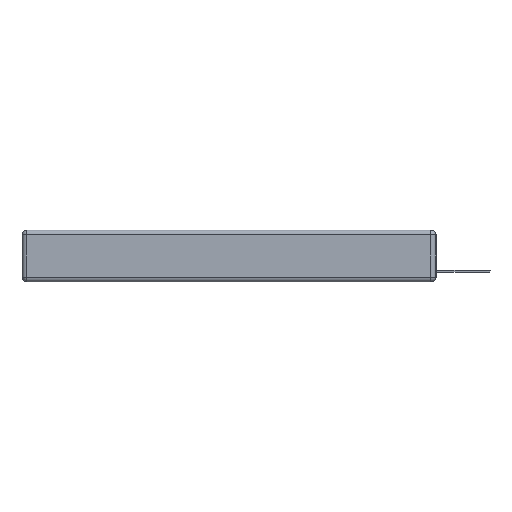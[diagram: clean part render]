
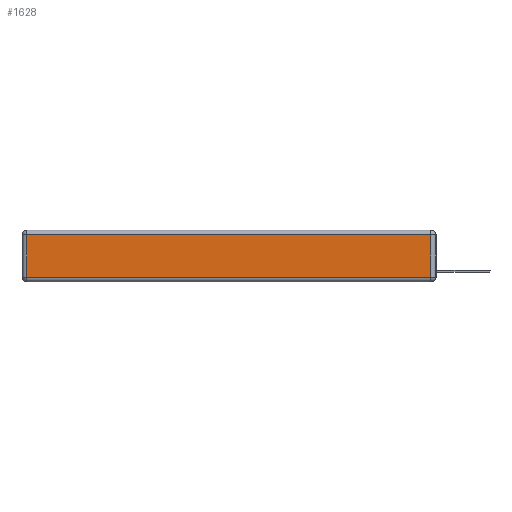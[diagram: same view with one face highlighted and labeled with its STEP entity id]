
A CAD part, left-side view. The second image highlights one B-rep face of the part: STEP entity #1628.
In plain terms, the highlighted planar face has unit normal (-1, 0, 0).
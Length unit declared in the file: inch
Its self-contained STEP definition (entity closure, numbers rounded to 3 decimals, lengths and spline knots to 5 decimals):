
#67 = CARTESIAN_POINT ( 'NONE',  ( 0., 2.72, -0.03 ) ) ;
#425 = EDGE_CURVE ( 'NONE', #13138, #7642, #5071, .T. ) ;
#605 = EDGE_CURVE ( 'NONE', #7642, #11977, #4576, .T. ) ;
#714 = CARTESIAN_POINT ( 'NONE',  ( 0., 0., -0.313 ) ) ;
#1117 = EDGE_CURVE ( 'NONE', #11977, #8004, #4047, .T. ) ;
#1284 = DIRECTION ( 'NONE',  ( 0., 0., -1. ) ) ;
#1562 = DIRECTION ( 'NONE',  ( 0., 0., 1. ) ) ;
#1628 = ADVANCED_FACE ( 'NONE', ( #12964 ), #10056, .T. ) ;
#1691 = CARTESIAN_POINT ( 'NONE',  ( 0., 0.03, -0.03 ) ) ;
#3247 = CARTESIAN_POINT ( 'NONE',  ( 0., 0.03, -0.313 ) ) ;
#3448 = EDGE_LOOP ( 'NONE', ( #13639, #3485, #7826, #9320 ) ) ;
#3485 = ORIENTED_EDGE ( 'NONE', *, *, #425, .T. ) ;
#3818 = DIRECTION ( 'NONE',  ( -1., 0., 0. ) ) ;
#4047 = LINE ( 'NONE', #7666, #12872 ) ;
#4576 = LINE ( 'NONE', #6435, #12221 ) ;
#4741 = VECTOR ( 'NONE', #1562, 39.37008 ) ;
#5010 = LINE ( 'NONE', #714, #13167 ) ;
#5071 = LINE ( 'NONE', #7946, #4741 ) ;
#6435 = CARTESIAN_POINT ( 'NONE',  ( 0., 2.75, -0.03 ) ) ;
#7642 = VERTEX_POINT ( 'NONE', #1691 ) ;
#7666 = CARTESIAN_POINT ( 'NONE',  ( 0., 2.72, -0.343 ) ) ;
#7826 = ORIENTED_EDGE ( 'NONE', *, *, #605, .T. ) ;
#7946 = CARTESIAN_POINT ( 'NONE',  ( 0., 0.03, -0.343 ) ) ;
#8004 = VERTEX_POINT ( 'NONE', #9474 ) ;
#8132 = DIRECTION ( 'NONE',  ( 0., 0., 1. ) ) ;
#8590 = AXIS2_PLACEMENT_3D ( 'NONE', #13302, #3818, #8132 ) ;
#9320 = ORIENTED_EDGE ( 'NONE', *, *, #1117, .T. ) ;
#9474 = CARTESIAN_POINT ( 'NONE',  ( 0., 2.72, -0.313 ) ) ;
#10056 = PLANE ( 'NONE',  #8590 ) ;
#11693 = EDGE_CURVE ( 'NONE', #8004, #13138, #5010, .T. ) ;
#11977 = VERTEX_POINT ( 'NONE', #67 ) ;
#12221 = VECTOR ( 'NONE', #12936, 39.37008 ) ;
#12305 = DIRECTION ( 'NONE',  ( 0., -1., 0. ) ) ;
#12872 = VECTOR ( 'NONE', #1284, 39.37008 ) ;
#12936 = DIRECTION ( 'NONE',  ( 0., 1., 0. ) ) ;
#12964 = FACE_OUTER_BOUND ( 'NONE', #3448, .T. ) ;
#13138 = VERTEX_POINT ( 'NONE', #3247 ) ;
#13167 = VECTOR ( 'NONE', #12305, 39.37008 ) ;
#13302 = CARTESIAN_POINT ( 'NONE',  ( 0., 0., -0.343 ) ) ;
#13639 = ORIENTED_EDGE ( 'NONE', *, *, #11693, .T. ) ;
